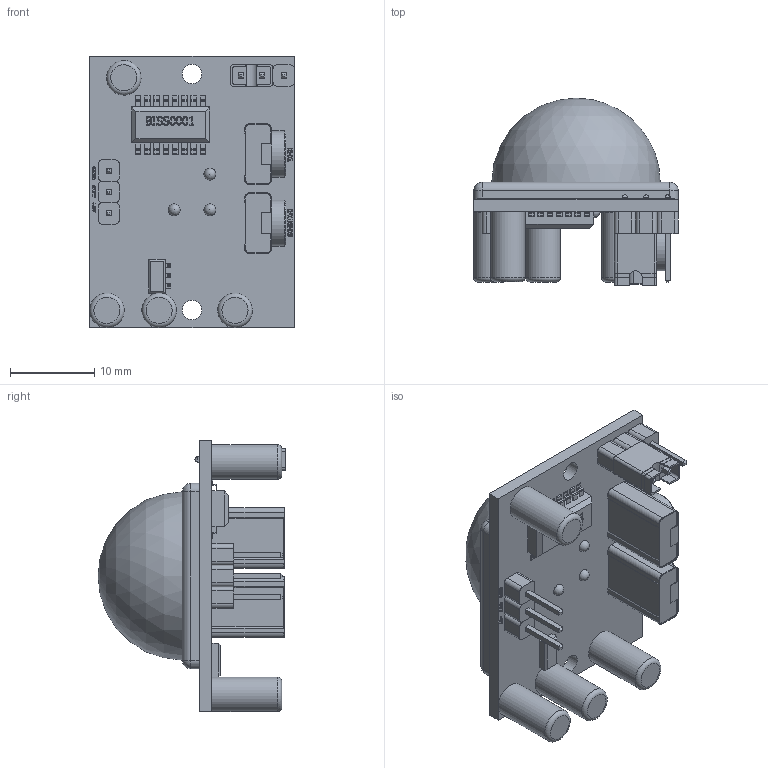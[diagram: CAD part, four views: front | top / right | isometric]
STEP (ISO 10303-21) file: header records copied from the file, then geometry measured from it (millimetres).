
FILE_DESCRIPTION(/* description */ (''),/* implementation_level */ '2;1');
FILE_NAME(/* name */ 'PIR motion sensor HC-SR501.stp',/* time_stamp */ '2024-09-24T11:11:42+03:00',/* author */ ('Engineering'),/* organization */ (''),/* preprocessor_version */ 'ST-DEVELOPER v19.2',/* originating_system */ 'Autodesk Inventor 2024',/* authorisation */ '');
FILE_SCHEMA (('AUTOMOTIVE_DESIGN { 1 0 10303 214 3 1 1 }'));
Length unit declared in the file: millimetre
Products named in the file (11): PIR sensor; PIR sensor_1; Fresnel; BISS0001 Chip; PIR sensor RE200B; Capacitor; Time delay Adjust; Sensitivity Adjust; PIR pins; Retrigger Resetting Jumper; 3V DC Regulator
Assembly tree (18 placements, depth 2):
  PIR sensor
    PIR sensor_1
    Fresnel
    BISS0001 Chip
    PIR sensor RE200B
    PIR pins  x6
    Capacitor  x4
    Time delay Adjust
    Sensitivity Adjust
    Retrigger Resetting Jumper
    3V DC Regulator
Bounding box: 24.3 x 22.3 x 32.2 mm (x, y, z)
Volume: 3678.7 mm3; surface area: 5623.5 mm2
Topology: 18 solids, 18 shells, 1294 faces, 3406 edges, 2224 vertices
Faces by surface type: plane 821, bspline 237, cylinder 205, cone 18, sphere 9, torus 4
Full cylindrical faces by diameter (mm): 2.3 x2, 4.1 x4, 8.3 x1, 17.889 x1
Entity records: 37707 total; most frequent: CARTESIAN_POINT 9485, ORIENTED_EDGE 6104, DIRECTION 4800, EDGE_CURVE 3052, LINE 2222, VECTOR 2222, VERTEX_POINT 2010, AXIS2_PLACEMENT_3D 1289
